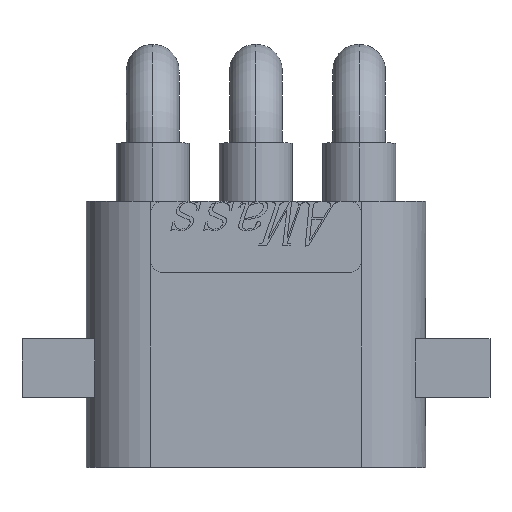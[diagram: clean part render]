
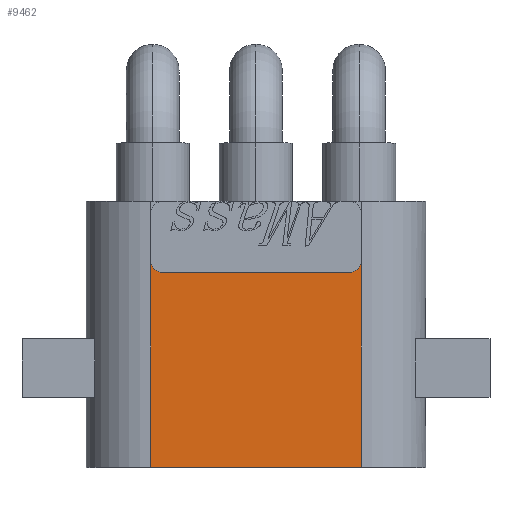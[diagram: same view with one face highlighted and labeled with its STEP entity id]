
A CAD part, top view. The second image highlights one B-rep face of the part: STEP entity #9462.
In plain terms, the highlighted planar face has unit normal (0, 0, 1).
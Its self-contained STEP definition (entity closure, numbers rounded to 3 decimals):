
#541 = CARTESIAN_POINT ( 'NONE',  ( -3.6, 9.1, 2.205 ) ) ;
#909 = VERTEX_POINT ( 'NONE', #15447 ) ;
#2070 = DIRECTION ( 'NONE',  ( 0., 0., 1. ) ) ;
#2686 = EDGE_CURVE ( 'NONE', #14211, #7070, #7143, .T. ) ;
#2742 = CARTESIAN_POINT ( 'NONE',  ( 3.2, 7.07, 2.205 ) ) ;
#2880 = DIRECTION ( 'NONE',  ( 1., 0., 0. ) ) ;
#3580 = CARTESIAN_POINT ( 'NONE',  ( -3.6, 9.1, 2.205 ) ) ;
#4082 = CARTESIAN_POINT ( 'NONE',  ( -3.6, 0., 2.205 ) ) ;
#4188 = LINE ( 'NONE', #541, #11058 ) ;
#4197 = CARTESIAN_POINT ( 'NONE',  ( -3.6, 0., 2.205 ) ) ;
#4212 = PLANE ( 'NONE',  #20260 ) ;
#5229 = VERTEX_POINT ( 'NONE', #16158 ) ;
#5615 = CARTESIAN_POINT ( 'NONE',  ( -3.2, 7.07, 2.205 ) ) ;
#6151 = VERTEX_POINT ( 'NONE', #17394 ) ;
#6396 = CARTESIAN_POINT ( 'NONE',  ( -3.2, 6.67, 2.205 ) ) ;
#7070 = VERTEX_POINT ( 'NONE', #6396 ) ;
#7143 = CIRCLE ( 'NONE', #13917, 0.4 ) ;
#7746 = ORIENTED_EDGE ( 'NONE', *, *, #16554, .T. ) ;
#8819 = CIRCLE ( 'NONE', #15556, 0.4 ) ;
#9022 = DIRECTION ( 'NONE',  ( 0., -1., 0. ) ) ;
#9208 = DIRECTION ( 'NONE',  ( 0., 0., 1. ) ) ;
#9323 = EDGE_CURVE ( 'NONE', #5229, #909, #8819, .T. ) ;
#9351 = CARTESIAN_POINT ( 'NONE',  ( -3.2, 6.67, 2.205 ) ) ;
#9462 = ADVANCED_FACE ( 'NONE', ( #18678 ), #4212, .F. ) ;
#10033 = DIRECTION ( 'NONE',  ( -1., 0., 0. ) ) ;
#10287 = ORIENTED_EDGE ( 'NONE', *, *, #15677, .F. ) ;
#10566 = EDGE_CURVE ( 'NONE', #909, #6151, #10605, .T. ) ;
#10605 = LINE ( 'NONE', #18509, #12223 ) ;
#10893 = VECTOR ( 'NONE', #20752, 1000. ) ;
#11058 = VECTOR ( 'NONE', #9022, 1000. ) ;
#12223 = VECTOR ( 'NONE', #16922, 1000. ) ;
#12288 = ORIENTED_EDGE ( 'NONE', *, *, #10566, .F. ) ;
#12634 = EDGE_LOOP ( 'NONE', ( #12288, #13759, #10287, #15212, #7746, #18980 ) ) ;
#13749 = CARTESIAN_POINT ( 'NONE',  ( -3.6, 7.07, 2.205 ) ) ;
#13759 = ORIENTED_EDGE ( 'NONE', *, *, #9323, .F. ) ;
#13917 = AXIS2_PLACEMENT_3D ( 'NONE', #5615, #2070, #15224 ) ;
#14005 = LINE ( 'NONE', #4197, #10893 ) ;
#14068 = DIRECTION ( 'NONE',  ( 1., 0., 0. ) ) ;
#14211 = VERTEX_POINT ( 'NONE', #13749 ) ;
#15212 = ORIENTED_EDGE ( 'NONE', *, *, #2686, .F. ) ;
#15224 = DIRECTION ( 'NONE',  ( -1., 0., 0. ) ) ;
#15447 = CARTESIAN_POINT ( 'NONE',  ( 3.6, 7.07, 2.205 ) ) ;
#15556 = AXIS2_PLACEMENT_3D ( 'NONE', #2742, #9208, #14068 ) ;
#15677 = EDGE_CURVE ( 'NONE', #7070, #5229, #17400, .T. ) ;
#16158 = CARTESIAN_POINT ( 'NONE',  ( 3.2, 6.67, 2.205 ) ) ;
#16554 = EDGE_CURVE ( 'NONE', #14211, #18349, #4188, .T. ) ;
#16922 = DIRECTION ( 'NONE',  ( 0., -1., 0. ) ) ;
#17394 = CARTESIAN_POINT ( 'NONE',  ( 3.6, 0., 2.205 ) ) ;
#17400 = LINE ( 'NONE', #9351, #18429 ) ;
#18349 = VERTEX_POINT ( 'NONE', #4082 ) ;
#18429 = VECTOR ( 'NONE', #2880, 1000. ) ;
#18509 = CARTESIAN_POINT ( 'NONE',  ( 3.6, 9.1, 2.205 ) ) ;
#18678 = FACE_OUTER_BOUND ( 'NONE', #12634, .T. ) ;
#18980 = ORIENTED_EDGE ( 'NONE', *, *, #20547, .T. ) ;
#19653 = DIRECTION ( 'NONE',  ( 0., 0., -1. ) ) ;
#20260 = AXIS2_PLACEMENT_3D ( 'NONE', #3580, #19653, #10033 ) ;
#20547 = EDGE_CURVE ( 'NONE', #18349, #6151, #14005, .T. ) ;
#20752 = DIRECTION ( 'NONE',  ( 1., 0., 0. ) ) ;
